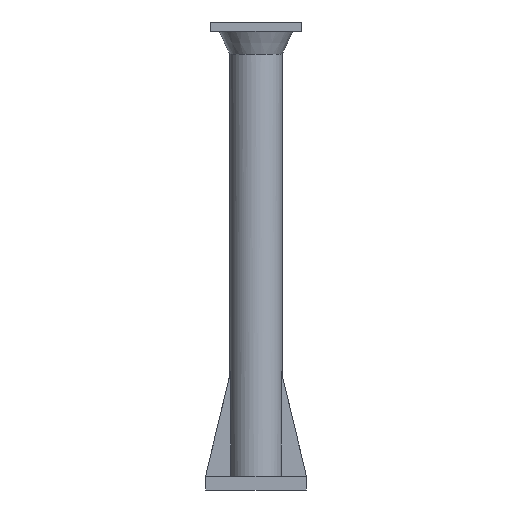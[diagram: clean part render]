
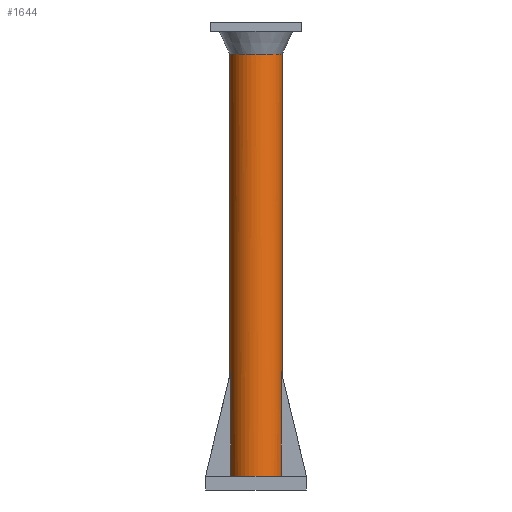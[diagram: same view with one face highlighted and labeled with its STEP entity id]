
A CAD part, front view. The second image highlights one B-rep face of the part: STEP entity #1644.
In plain terms, the highlighted cylindrical face has radius 5.7 mm (diameter 11.4 mm), a partial arc.
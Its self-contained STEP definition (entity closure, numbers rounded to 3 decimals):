
#8 = DIRECTION ( 'NONE',  ( 0., 0., -1. ) ) ;
#12 = ORIENTED_EDGE ( 'NONE', *, *, #1702, .F. ) ;
#21 = CYLINDRICAL_SURFACE ( 'NONE', #1537, 5.7 ) ;
#23 = VECTOR ( 'NONE', #1192, 1000. ) ;
#117 = CARTESIAN_POINT ( 'NONE',  ( 0., 0., 3. ) ) ;
#149 = CARTESIAN_POINT ( 'NONE',  ( 5.499, -1.5, 3. ) ) ;
#170 = CARTESIAN_POINT ( 'NONE',  ( 5.499, -1.5, 25.834 ) ) ;
#184 = AXIS2_PLACEMENT_3D ( 'NONE', #117, #1619, #1338 ) ;
#207 = VECTOR ( 'NONE', #940, 1000. ) ;
#211 = LINE ( 'NONE', #372, #207 ) ;
#223 = CARTESIAN_POINT ( 'NONE',  ( -5.499, -1.5, 3. ) ) ;
#239 = EDGE_CURVE ( 'NONE', #540, #366, #981, .T. ) ;
#244 = CARTESIAN_POINT ( 'NONE',  ( -5.499, -1.5, 25.834 ) ) ;
#287 = CARTESIAN_POINT ( 'NONE',  ( 5.7, 0., 100. ) ) ;
#310 = DIRECTION ( 'NONE',  ( -1., 0., 0. ) ) ;
#359 = CARTESIAN_POINT ( 'NONE',  ( 5.499, -1.5, 25.834 ) ) ;
#366 = VERTEX_POINT ( 'NONE', #149 ) ;
#372 = CARTESIAN_POINT ( 'NONE',  ( -5.7, 0., 100. ) ) ;
#449 = DIRECTION ( 'NONE',  ( 0., 0., -1. ) ) ;
#456 = FACE_OUTER_BOUND ( 'NONE', #838, .T. ) ;
#469 = VECTOR ( 'NONE', #1611, 1000. ) ;
#520 = DIRECTION ( 'NONE',  ( 1., 0., 0. ) ) ;
#535 = EDGE_CURVE ( 'NONE', #1390, #687, #939, .T. ) ;
#540 = VERTEX_POINT ( 'NONE', #223 ) ;
#586 = CARTESIAN_POINT ( 'NONE',  ( 0., 0., 100. ) ) ;
#596 = EDGE_CURVE ( 'NONE', #1293, #666, #926, .T. ) ;
#639 = CARTESIAN_POINT ( 'NONE',  ( 5.7, 0., 25. ) ) ;
#646 = VERTEX_POINT ( 'NONE', #814 ) ;
#666 = VERTEX_POINT ( 'NONE', #1658 ) ;
#687 = VERTEX_POINT ( 'NONE', #1633 ) ;
#725 = CARTESIAN_POINT ( 'NONE',  ( 0., 0., 95. ) ) ;
#791 = CARTESIAN_POINT ( 'NONE',  ( 5.7, -0.507, 25. ) ) ;
#814 = CARTESIAN_POINT ( 'NONE',  ( 5.7, 0., 95. ) ) ;
#819 = CARTESIAN_POINT ( 'NONE',  ( -5.633, -1.01, 25.28 ) ) ;
#838 = EDGE_LOOP ( 'NONE', ( #1321, #1371, #906, #1227, #1623, #1662, #12, #876 ) ) ;
#876 = ORIENTED_EDGE ( 'NONE', *, *, #535, .T. ) ;
#906 = ORIENTED_EDGE ( 'NONE', *, *, #1718, .T. ) ;
#926 =( BOUNDED_CURVE ( )  B_SPLINE_CURVE ( 3, ( #1100, #1075, #819, #244 ),
 .UNSPECIFIED., .F., .T. ) 
 B_SPLINE_CURVE_WITH_KNOTS ( ( 4, 4 ),
 ( 0., 0.266 ),
 .UNSPECIFIED. ) 
 CURVE ( )  GEOMETRIC_REPRESENTATION_ITEM ( )  RATIONAL_B_SPLINE_CURVE ( ( 1., 0.994, 0.994, 1. ) ) 
 REPRESENTATION_ITEM ( '' )  );
#939 =( BOUNDED_CURVE ( )  B_SPLINE_CURVE ( 3, ( #359, #1725, #791, #639 ),
 .UNSPECIFIED., .F., .T. ) 
 B_SPLINE_CURVE_WITH_KNOTS ( ( 4, 4 ),
 ( 6.017, 6.283 ),
 .UNSPECIFIED. ) 
 CURVE ( )  GEOMETRIC_REPRESENTATION_ITEM ( )  RATIONAL_B_SPLINE_CURVE ( ( 1., 0.994, 0.994, 1. ) ) 
 REPRESENTATION_ITEM ( '' )  );
#940 = DIRECTION ( 'NONE',  ( 0., 0., -1. ) ) ;
#948 = LINE ( 'NONE', #1732, #469 ) ;
#981 = CIRCLE ( 'NONE', #184, 5.7 ) ;
#1075 = CARTESIAN_POINT ( 'NONE',  ( -5.7, -0.507, 25. ) ) ;
#1100 = CARTESIAN_POINT ( 'NONE',  ( -5.7, 0., 25. ) ) ;
#1192 = DIRECTION ( 'NONE',  ( 0., 0., -1. ) ) ;
#1227 = ORIENTED_EDGE ( 'NONE', *, *, #596, .T. ) ;
#1258 = LINE ( 'NONE', #287, #1734 ) ;
#1280 = DIRECTION ( 'NONE',  ( 0., 0., -1. ) ) ;
#1287 = EDGE_CURVE ( 'NONE', #646, #687, #1258, .T. ) ;
#1293 = VERTEX_POINT ( 'NONE', #1683 ) ;
#1309 = AXIS2_PLACEMENT_3D ( 'NONE', #725, #1280, #520 ) ;
#1321 = ORIENTED_EDGE ( 'NONE', *, *, #1287, .F. ) ;
#1338 = DIRECTION ( 'NONE',  ( 1., 0., 0. ) ) ;
#1371 = ORIENTED_EDGE ( 'NONE', *, *, #1655, .T. ) ;
#1377 = VERTEX_POINT ( 'NONE', #1726 ) ;
#1390 = VERTEX_POINT ( 'NONE', #170 ) ;
#1489 = LINE ( 'NONE', #1774, #23 ) ;
#1537 = AXIS2_PLACEMENT_3D ( 'NONE', #586, #449, #310 ) ;
#1611 = DIRECTION ( 'NONE',  ( 0., 0., 1. ) ) ;
#1619 = DIRECTION ( 'NONE',  ( 0., 0., 1. ) ) ;
#1623 = ORIENTED_EDGE ( 'NONE', *, *, #1694, .F. ) ;
#1633 = CARTESIAN_POINT ( 'NONE',  ( 5.7, 0., 25. ) ) ;
#1644 = ADVANCED_FACE ( 'NONE', ( #456 ), #21, .T. ) ;
#1655 = EDGE_CURVE ( 'NONE', #646, #1377, #1664, .T. ) ;
#1658 = CARTESIAN_POINT ( 'NONE',  ( -5.499, -1.5, 25.834 ) ) ;
#1662 = ORIENTED_EDGE ( 'NONE', *, *, #239, .T. ) ;
#1664 = CIRCLE ( 'NONE', #1309, 5.7 ) ;
#1683 = CARTESIAN_POINT ( 'NONE',  ( -5.7, 0., 25. ) ) ;
#1694 = EDGE_CURVE ( 'NONE', #540, #666, #948, .T. ) ;
#1702 = EDGE_CURVE ( 'NONE', #1390, #366, #1489, .T. ) ;
#1718 = EDGE_CURVE ( 'NONE', #1377, #1293, #211, .T. ) ;
#1725 = CARTESIAN_POINT ( 'NONE',  ( 5.633, -1.01, 25.28 ) ) ;
#1726 = CARTESIAN_POINT ( 'NONE',  ( -5.7, 0., 95. ) ) ;
#1732 = CARTESIAN_POINT ( 'NONE',  ( -5.499, -1.5, 100. ) ) ;
#1734 = VECTOR ( 'NONE', #8, 1000. ) ;
#1774 = CARTESIAN_POINT ( 'NONE',  ( 5.499, -1.5, 100. ) ) ;
